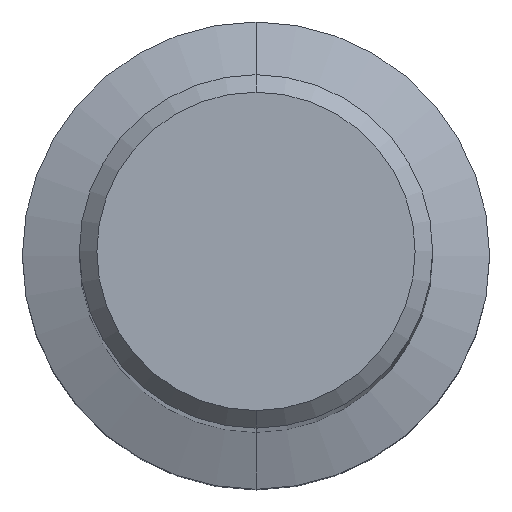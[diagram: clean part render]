
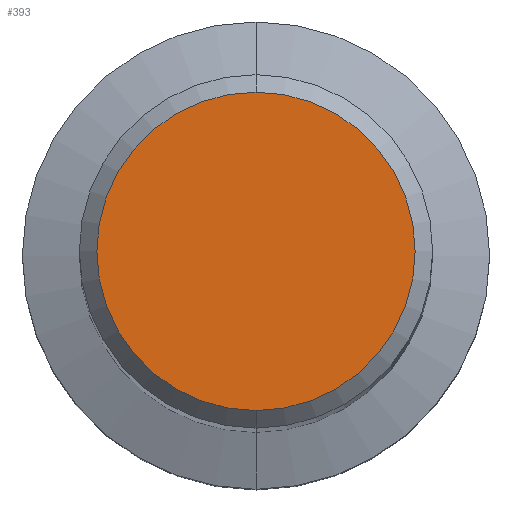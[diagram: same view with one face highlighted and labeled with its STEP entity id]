
A CAD part, top view. The second image highlights one B-rep face of the part: STEP entity #393.
In plain terms, the highlighted planar face has unit normal (0, 0, 1).
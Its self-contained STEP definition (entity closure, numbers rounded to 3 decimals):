
#247=VERTEX_POINT('',#607);
#377=VERTEX_POINT('',#748);
#393=ADVANCED_FACE('',(#765),#766,.T.);
#427=EDGE_CURVE('',#247,#377,#804,.T.);
#517=EDGE_CURVE('',#377,#247,#903,.T.);
#607=CARTESIAN_POINT('',(0.,-5.45,0.0));
#748=CARTESIAN_POINT('',(0.0,5.45,0.0));
#765=FACE_OUTER_BOUND('',#1300,.T.);
#766=PLANE('',#1301);
#804=CIRCLE('',#1384,5.45);
#903=CIRCLE('',#1633,5.45);
#1300=EDGE_LOOP('',(#1929,#1930));
#1301=AXIS2_PLACEMENT_3D('',#1931,#1932,#1933);
#1384=AXIS2_PLACEMENT_3D('',#1969,#1970,#1971);
#1633=AXIS2_PLACEMENT_3D('',#2075,#2076,#2077);
#1929=ORIENTED_EDGE('',*,*,#517,.F.);
#1930=ORIENTED_EDGE('',*,*,#427,.F.);
#1931=CARTESIAN_POINT('',(0.0,2.725,0.0));
#1932=DIRECTION('',(-0.0,0.0,1.0));
#1933=DIRECTION('',(0.0,-1.0,0.0));
#1969=CARTESIAN_POINT('',(0.0,0.0,0.0));
#1970=DIRECTION('',(0.0,0.0,-1.0));
#1971=DIRECTION('',(0.0,1.0,0.0));
#2075=CARTESIAN_POINT('',(0.0,0.0,0.0));
#2076=DIRECTION('',(0.0,0.0,-1.0));
#2077=DIRECTION('',(0.0,1.0,0.0));
